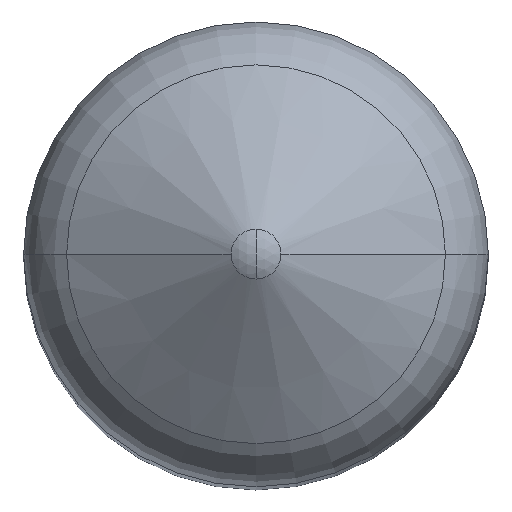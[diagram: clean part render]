
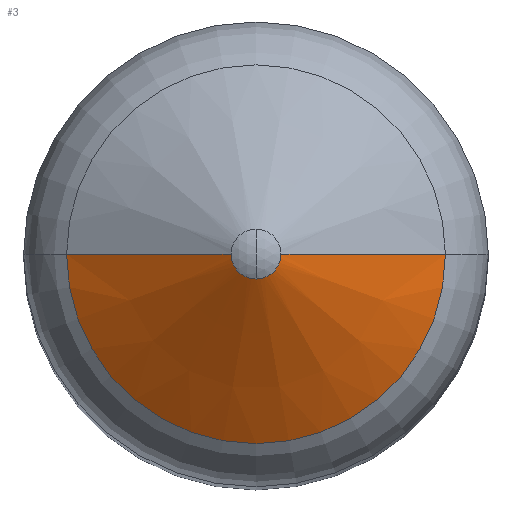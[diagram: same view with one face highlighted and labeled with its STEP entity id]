
A CAD part, top view. The second image highlights one B-rep face of the part: STEP entity #3.
In plain terms, the highlighted conical face has half-angle 57.497 degrees and reference radius 4.075 mm.
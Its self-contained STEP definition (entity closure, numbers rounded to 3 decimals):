
#2 = EDGE_CURVE ( 'NONE', #147, #144, #59, .T. ) ;
#3 = ADVANCED_FACE ( 'NONE', ( #92 ), #196, .T. ) ;
#10 = DIRECTION ( 'NONE',  ( -0.843, 0., -0.537 ) ) ;
#11 = VECTOR ( 'NONE', #10, 1000. ) ;
#12 = CARTESIAN_POINT ( 'NONE',  ( -4.075, 0., -2.41 ) ) ;
#18 = CARTESIAN_POINT ( 'NONE',  ( -0.537, 0., -0.157 ) ) ;
#19 = DIRECTION ( 'NONE',  ( 1., 0., 0. ) ) ;
#20 = DIRECTION ( 'NONE',  ( 0., 0., 1. ) ) ;
#21 = CARTESIAN_POINT ( 'NONE',  ( 0., 0., -0.157 ) ) ;
#22 = AXIS2_PLACEMENT_3D ( 'NONE', #21, #20, #19 ) ;
#23 = CIRCLE ( 'NONE', #22, 0.537 ) ;
#24 = DIRECTION ( 'NONE',  ( -1., 0., 0. ) ) ;
#25 = AXIS2_PLACEMENT_3D ( 'NONE', #195, #197, #24 ) ;
#28 = EDGE_CURVE ( 'NONE', #29, #174, #23, .T. ) ;
#29 = VERTEX_POINT ( 'NONE', #18 ) ;
#36 = LINE ( 'NONE', #12, #11 ) ;
#59 = CIRCLE ( 'NONE', #201, 4.075 ) ;
#76 = EDGE_CURVE ( 'NONE', #29, #147, #36, .T. ) ;
#92 = FACE_OUTER_BOUND ( 'NONE', #127, .T. ) ;
#93 = DIRECTION ( 'NONE',  ( 1., 0., 0. ) ) ;
#94 = DIRECTION ( 'NONE',  ( 0., 0., 1. ) ) ;
#95 = CARTESIAN_POINT ( 'NONE',  ( 0., 0., -0.157 ) ) ;
#96 = AXIS2_PLACEMENT_3D ( 'NONE', #95, #94, #93 ) ;
#97 = CIRCLE ( 'NONE', #96, 0.537 ) ;
#103 = EDGE_CURVE ( 'NONE', #174, #155, #97, .T. ) ;
#106 = ORIENTED_EDGE ( 'NONE', *, *, #143, .F. ) ;
#107 = ORIENTED_EDGE ( 'NONE', *, *, #103, .F. ) ;
#127 = EDGE_LOOP ( 'NONE', ( #106, #107, #141, #131, #132 ) ) ;
#131 = ORIENTED_EDGE ( 'NONE', *, *, #76, .T. ) ;
#132 = ORIENTED_EDGE ( 'NONE', *, *, #2, .T. ) ;
#141 = ORIENTED_EDGE ( 'NONE', *, *, #28, .F. ) ;
#143 = EDGE_CURVE ( 'NONE', #155, #144, #317, .T. ) ;
#144 = VERTEX_POINT ( 'NONE', #313 ) ;
#147 = VERTEX_POINT ( 'NONE', #306 ) ;
#155 = VERTEX_POINT ( 'NONE', #281 ) ;
#174 = VERTEX_POINT ( 'NONE', #240 ) ;
#195 = CARTESIAN_POINT ( 'NONE',  ( 0., 0., -2.41 ) ) ;
#196 = CONICAL_SURFACE ( 'NONE', #25, 4.075, 1.004 ) ;
#197 = DIRECTION ( 'NONE',  ( 0., 0., -1. ) ) ;
#198 = DIRECTION ( 'NONE',  ( 1., 0., 0. ) ) ;
#199 = DIRECTION ( 'NONE',  ( 0., 0., 1. ) ) ;
#200 = CARTESIAN_POINT ( 'NONE',  ( 0., 0., -2.41 ) ) ;
#201 = AXIS2_PLACEMENT_3D ( 'NONE', #200, #199, #198 ) ;
#240 = CARTESIAN_POINT ( 'NONE',  ( 0., -0.537, -0.157 ) ) ;
#281 = CARTESIAN_POINT ( 'NONE',  ( 0.537, 0., -0.157 ) ) ;
#306 = CARTESIAN_POINT ( 'NONE',  ( -4.075, 0., -2.41 ) ) ;
#313 = CARTESIAN_POINT ( 'NONE',  ( 4.075, 0., -2.41 ) ) ;
#314 = DIRECTION ( 'NONE',  ( 0.843, 0., -0.537 ) ) ;
#315 = VECTOR ( 'NONE', #314, 1000. ) ;
#316 = CARTESIAN_POINT ( 'NONE',  ( 4.075, 0., -2.41 ) ) ;
#317 = LINE ( 'NONE', #316, #315 ) ;
